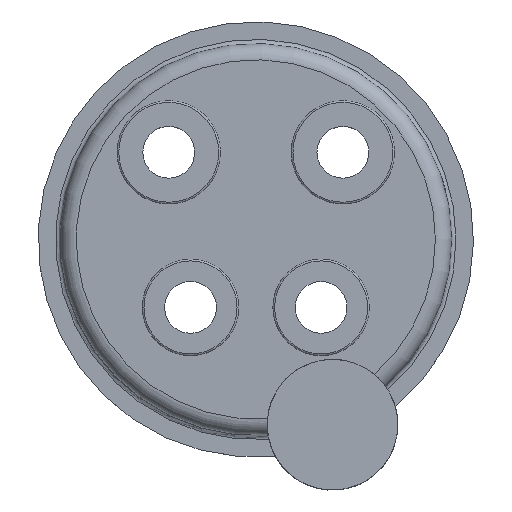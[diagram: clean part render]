
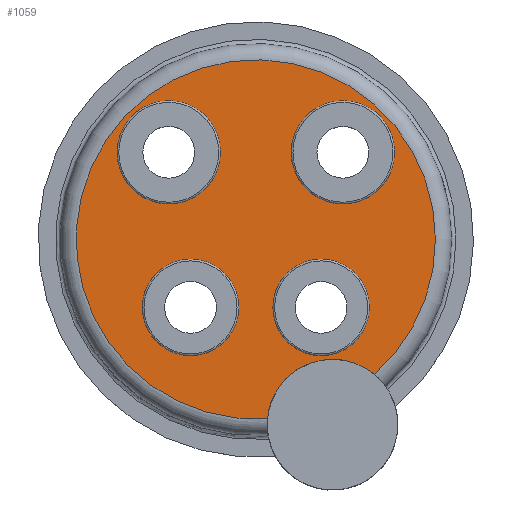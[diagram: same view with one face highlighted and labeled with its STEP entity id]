
A CAD part, top view. The second image highlights one B-rep face of the part: STEP entity #1059.
In plain terms, the highlighted planar face has unit normal (0, 0, 1).
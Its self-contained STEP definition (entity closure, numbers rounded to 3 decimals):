
#202=FACE_BOUND('',#361,.T.);
#203=FACE_BOUND('',#362,.T.);
#204=FACE_BOUND('',#363,.T.);
#205=FACE_BOUND('',#364,.T.);
#222=PLANE('',#1175);
#264=FACE_OUTER_BOUND('',#360,.T.);
#360=EDGE_LOOP('',(#894,#895));
#361=EDGE_LOOP('',(#896));
#362=EDGE_LOOP('',(#897));
#363=EDGE_LOOP('',(#898));
#364=EDGE_LOOP('',(#899));
#416=CIRCLE('',#1120,28.15);
#445=CIRCLE('',#1158,38.1);
#448=CIRCLE('',#1176,104.8);
#449=CIRCLE('',#1177,30.15);
#450=CIRCLE('',#1178,30.15);
#451=CIRCLE('',#1179,28.15);
#487=VERTEX_POINT('',#1586);
#527=VERTEX_POINT('',#1803);
#528=VERTEX_POINT('',#1816);
#553=VERTEX_POINT('',#2519);
#554=VERTEX_POINT('',#2521);
#555=VERTEX_POINT('',#2523);
#587=EDGE_CURVE('',#487,#487,#416,.T.);
#636=EDGE_CURVE('',#528,#527,#445,.T.);
#676=EDGE_CURVE('',#528,#527,#448,.T.);
#677=EDGE_CURVE('',#553,#553,#449,.T.);
#678=EDGE_CURVE('',#554,#554,#450,.T.);
#679=EDGE_CURVE('',#555,#555,#451,.T.);
#894=ORIENTED_EDGE('',*,*,#636,.T.);
#895=ORIENTED_EDGE('',*,*,#676,.F.);
#896=ORIENTED_EDGE('',*,*,#677,.T.);
#897=ORIENTED_EDGE('',*,*,#678,.T.);
#898=ORIENTED_EDGE('',*,*,#679,.T.);
#899=ORIENTED_EDGE('',*,*,#587,.T.);
#1059=ADVANCED_FACE('',(#264,#202,#203,#204,#205),#222,.T.);
#1120=AXIS2_PLACEMENT_3D('',#1588,#1268,#1269);
#1158=AXIS2_PLACEMENT_3D('',#1817,#1356,#1357);
#1175=AXIS2_PLACEMENT_3D('',#2517,#1405,#1406);
#1176=AXIS2_PLACEMENT_3D('',#2518,#1407,#1408);
#1177=AXIS2_PLACEMENT_3D('',#2520,#1409,#1410);
#1178=AXIS2_PLACEMENT_3D('',#2522,#1411,#1412);
#1179=AXIS2_PLACEMENT_3D('',#2524,#1413,#1414);
#1268=DIRECTION('center_axis',(0.,0.,-1.));
#1269=DIRECTION('ref_axis',(-1.,0.,0.));
#1356=DIRECTION('center_axis',(0.,0.,-1.));
#1357=DIRECTION('ref_axis',(-1.,0.,0.));
#1405=DIRECTION('center_axis',(0.,0.,1.));
#1406=DIRECTION('ref_axis',(1.,0.,0.));
#1407=DIRECTION('center_axis',(0.,0.,
-1.));
#1408=DIRECTION('ref_axis',(1.,0.,0.));
#1409=DIRECTION('center_axis',(0.,0.,-1.));
#1410=DIRECTION('ref_axis',(-1.,0.,0.));
#1411=DIRECTION('center_axis',(0.,0.,-1.));
#1412=DIRECTION('ref_axis',(-1.,0.,0.));
#1413=DIRECTION('center_axis',(0.,0.,-1.));
#1414=DIRECTION('ref_axis',(-1.,0.,0.));
#1586=CARTESIAN_POINT('',(66.25,-39.7,50.8));
#1588=CARTESIAN_POINT('Origin',(38.1,-39.7,50.8));
#1803=CARTESIAN_POINT('',(69.074,-78.815,50.8));
#1816=CARTESIAN_POINT('',(6.848,-104.576,50.8));
#1817=CARTESIAN_POINT('Origin',(44.778,-108.164,50.8));
#2517=CARTESIAN_POINT('Origin',(0.,0.,50.8));
#2518=CARTESIAN_POINT('Origin',(0.,0.,
50.8));
#2519=CARTESIAN_POINT('',(-20.65,50.8,50.8));
#2520=CARTESIAN_POINT('Origin',(-50.8,50.8,50.8));
#2521=CARTESIAN_POINT('',(80.95,50.8,50.8));
#2522=CARTESIAN_POINT('Origin',(50.8,50.8,50.8));
#2523=CARTESIAN_POINT('',(-9.95,-39.7,50.8));
#2524=CARTESIAN_POINT('Origin',(-38.1,-39.7,50.8));
